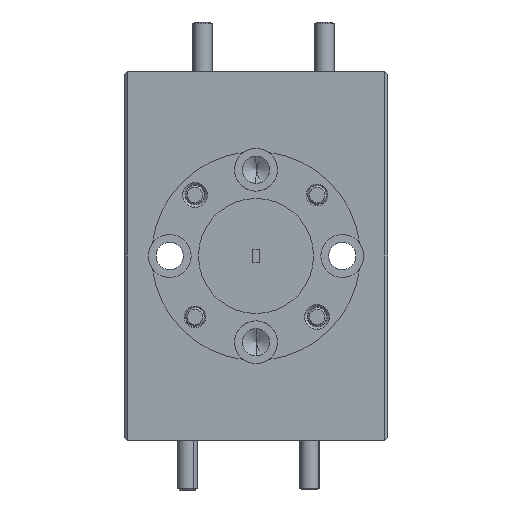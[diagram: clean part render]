
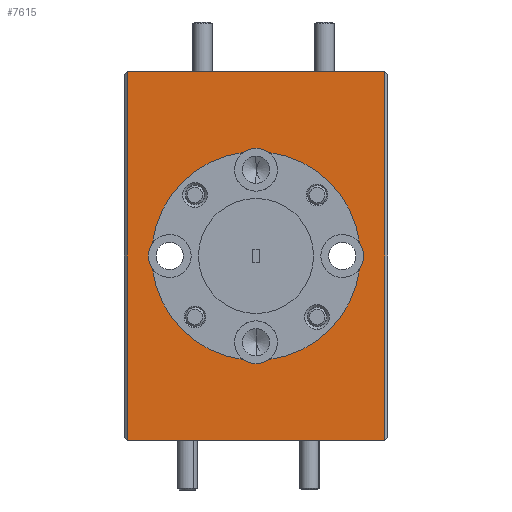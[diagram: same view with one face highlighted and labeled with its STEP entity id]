
A CAD part, left-side view. The second image highlights one B-rep face of the part: STEP entity #7615.
In plain terms, the highlighted planar face has unit normal (-1, 0, 0).
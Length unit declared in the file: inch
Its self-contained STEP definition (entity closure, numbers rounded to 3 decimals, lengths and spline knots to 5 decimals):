
#94 = EDGE_CURVE ( 'NONE', #16531, #12823, #15907, .T. ) ;
#716 = CARTESIAN_POINT ( 'NONE',  ( -0.7, 0.32368, -0.04177 ) ) ;
#1666 = DIRECTION ( 'NONE',  ( -1., 0., 0. ) ) ;
#1675 = ORIENTED_EDGE ( 'NONE', *, *, #12564, .F. ) ;
#2152 = CARTESIAN_POINT ( 'NONE',  ( -0.7, -0.01375, 0.28125 ) ) ;
#2164 = DIRECTION ( 'NONE',  ( 0., 0., 1. ) ) ;
#2469 = DIRECTION ( 'NONE',  ( 0., -1., 0. ) ) ;
#2664 = EDGE_CURVE ( 'NONE', #23452, #6698, #27800, .T. ) ;
#2924 = CARTESIAN_POINT ( 'NONE',  ( -0.7, 0.32368, 0.04177 ) ) ;
#3119 = DIRECTION ( 'NONE',  ( -1., 0., 0. ) ) ;
#3193 = ORIENTED_EDGE ( 'NONE', *, *, #13787, .F. ) ;
#3242 = DIRECTION ( 'NONE',  ( -1., 0., 0. ) ) ;
#3489 = VECTOR ( 'NONE', #27581, 39.37008 ) ;
#4157 = CARTESIAN_POINT ( 'NONE',  ( -0.7, -0.35118, 0.04177 ) ) ;
#4249 = DIRECTION ( 'NONE',  ( -1., 0., 0. ) ) ;
#4515 = ORIENTED_EDGE ( 'NONE', *, *, #14522, .T. ) ;
#4523 = ORIENTED_EDGE ( 'NONE', *, *, #13055, .F. ) ;
#4798 = FACE_BOUND ( 'NONE', #12226, .T. ) ;
#4824 = LINE ( 'NONE', #25202, #7847 ) ;
#4848 = ORIENTED_EDGE ( 'NONE', *, *, #27396, .F. ) ;
#4925 = VERTEX_POINT ( 'NONE', #9518 ) ;
#5289 = DIRECTION ( 'NONE',  ( 0., 0., 1. ) ) ;
#5351 = ORIENTED_EDGE ( 'NONE', *, *, #2664, .F. ) ;
#5582 = AXIS2_PLACEMENT_3D ( 'NONE', #28177, #15657, #5289 ) ;
#5784 = AXIS2_PLACEMENT_3D ( 'NONE', #22825, #7478, #28017 ) ;
#5894 = ORIENTED_EDGE ( 'NONE', *, *, #26119, .F. ) ;
#6181 = CARTESIAN_POINT ( 'NONE',  ( -0.7, -0.01375, 0. ) ) ;
#6274 = ORIENTED_EDGE ( 'NONE', *, *, #7779, .F. ) ;
#6635 = CIRCLE ( 'NONE', #11990, 0.34 ) ;
#6698 = VERTEX_POINT ( 'NONE', #26641 ) ;
#6884 = EDGE_LOOP ( 'NONE', ( #10417, #26451, #4848, #4515 ) ) ;
#7255 = CARTESIAN_POINT ( 'NONE',  ( -0.7, 0.415, -0.6 ) ) ;
#7350 = CARTESIAN_POINT ( 'NONE',  ( -0.7, 0.405, -0.6 ) ) ;
#7478 = DIRECTION ( 'NONE',  ( 1., 0., 0. ) ) ;
#7615 = ADVANCED_FACE ( 'NONE', ( #25016, #4798 ), #14995, .F. ) ;
#7779 = EDGE_CURVE ( 'NONE', #30897, #20375, #26050, .T. ) ;
#7847 = VECTOR ( 'NONE', #29878, 39.37008 ) ;
#7872 = DIRECTION ( 'NONE',  ( -1., 0., 0. ) ) ;
#8832 = DIRECTION ( 'NONE',  ( 0., 0., 1. ) ) ;
#9144 = AXIS2_PLACEMENT_3D ( 'NONE', #24988, #15471, #27804 ) ;
#9518 = CARTESIAN_POINT ( 'NONE',  ( -0.7, 0.405, 0.6 ) ) ;
#10414 = DIRECTION ( 'NONE',  ( 0., -1., 0. ) ) ;
#10417 = ORIENTED_EDGE ( 'NONE', *, *, #19709, .T. ) ;
#11577 = ORIENTED_EDGE ( 'NONE', *, *, #18453, .F. ) ;
#11879 = VECTOR ( 'NONE', #10414, 39.37008 ) ;
#11990 = AXIS2_PLACEMENT_3D ( 'NONE', #30738, #7872, #18050 ) ;
#12108 = CARTESIAN_POINT ( 'NONE',  ( -0.7, -0.01375, 0.28125 ) ) ;
#12226 = EDGE_LOOP ( 'NONE', ( #5351, #32051, #1675, #18060, #11577, #23407, #5894, #3193, #6274, #4523 ) ) ;
#12564 = EDGE_CURVE ( 'NONE', #12823, #18173, #16782, .T. ) ;
#12597 = LINE ( 'NONE', #7255, #11879 ) ;
#12823 = VERTEX_POINT ( 'NONE', #17464 ) ;
#13055 = EDGE_CURVE ( 'NONE', #6698, #30897, #18404, .T. ) ;
#13787 = EDGE_CURVE ( 'NONE', #20375, #23010, #28054, .T. ) ;
#14387 = CARTESIAN_POINT ( 'NONE',  ( -0.7, 0.2675, 0. ) ) ;
#14522 = EDGE_CURVE ( 'NONE', #4925, #15608, #4824, .T. ) ;
#14809 = CARTESIAN_POINT ( 'NONE',  ( -0.7, -0.01375, 0.35125 ) ) ;
#14995 = PLANE ( 'NONE',  #5784 ) ;
#15471 = DIRECTION ( 'NONE',  ( -1., 0., 0. ) ) ;
#15604 = VECTOR ( 'NONE', #2469, 39.37008 ) ;
#15608 = VERTEX_POINT ( 'NONE', #7350 ) ;
#15657 = DIRECTION ( 'NONE',  ( -1., 0., 0. ) ) ;
#15907 = CIRCLE ( 'NONE', #20155, 0.34 ) ;
#16531 = VERTEX_POINT ( 'NONE', #716 ) ;
#16680 = DIRECTION ( 'NONE',  ( -1., 0., 0. ) ) ;
#16782 = CIRCLE ( 'NONE', #5582, 0.07 ) ;
#16863 = AXIS2_PLACEMENT_3D ( 'NONE', #2152, #20362, #30553 ) ;
#17384 = AXIS2_PLACEMENT_3D ( 'NONE', #12108, #4249, #24960 ) ;
#17464 = CARTESIAN_POINT ( 'NONE',  ( -0.7, 0.02802, -0.33743 ) ) ;
#18050 = DIRECTION ( 'NONE',  ( 0., 0., 1. ) ) ;
#18060 = ORIENTED_EDGE ( 'NONE', *, *, #94, .F. ) ;
#18173 = VERTEX_POINT ( 'NONE', #23182 ) ;
#18404 = CIRCLE ( 'NONE', #31735, 0.07 ) ;
#18453 = EDGE_CURVE ( 'NONE', #28305, #16531, #29611, .T. ) ;
#18766 = CIRCLE ( 'NONE', #9144, 0.07 ) ;
#19038 = DIRECTION ( 'NONE',  ( -1., 0., 0. ) ) ;
#19690 = LINE ( 'NONE', #32860, #15604 ) ;
#19709 = EDGE_CURVE ( 'NONE', #15608, #27661, #12597, .T. ) ;
#20155 = AXIS2_PLACEMENT_3D ( 'NONE', #6181, #19038, #27037 ) ;
#20362 = DIRECTION ( 'NONE',  ( -1., 0., 0. ) ) ;
#20375 = VERTEX_POINT ( 'NONE', #32643 ) ;
#21762 = AXIS2_PLACEMENT_3D ( 'NONE', #25998, #3119, #31485 ) ;
#21871 = CARTESIAN_POINT ( 'NONE',  ( -0.7, -0.4325, 0.6 ) ) ;
#22825 = CARTESIAN_POINT ( 'NONE',  ( -0.7, 0.415, 0.6 ) ) ;
#23010 = VERTEX_POINT ( 'NONE', #14809 ) ;
#23182 = CARTESIAN_POINT ( 'NONE',  ( -0.7, -0.01375, -0.35125 ) ) ;
#23407 = ORIENTED_EDGE ( 'NONE', *, *, #23935, .F. ) ;
#23452 = VERTEX_POINT ( 'NONE', #28607 ) ;
#23935 = EDGE_CURVE ( 'NONE', #31508, #28305, #6635, .T. ) ;
#24960 = DIRECTION ( 'NONE',  ( 0., 0., 1. ) ) ;
#24988 = CARTESIAN_POINT ( 'NONE',  ( -0.7, -0.01375, -0.28125 ) ) ;
#24998 = CARTESIAN_POINT ( 'NONE',  ( -0.7, 0.02802, 0.33743 ) ) ;
#25016 = FACE_OUTER_BOUND ( 'NONE', #6884, .T. ) ;
#25202 = CARTESIAN_POINT ( 'NONE',  ( -0.7, 0.405, -0.6 ) ) ;
#25998 = CARTESIAN_POINT ( 'NONE',  ( -0.7, -0.01375, 0. ) ) ;
#26050 = CIRCLE ( 'NONE', #21762, 0.34 ) ;
#26116 = CARTESIAN_POINT ( 'NONE',  ( -0.7, -0.295, 0. ) ) ;
#26119 = EDGE_CURVE ( 'NONE', #23010, #31508, #31761, .T. ) ;
#26286 = DIRECTION ( 'NONE',  ( 0., 0., 1. ) ) ;
#26451 = ORIENTED_EDGE ( 'NONE', *, *, #29909, .T. ) ;
#26641 = CARTESIAN_POINT ( 'NONE',  ( -0.7, -0.35118, -0.04177 ) ) ;
#26934 = AXIS2_PLACEMENT_3D ( 'NONE', #14387, #1666, #2164 ) ;
#27037 = DIRECTION ( 'NONE',  ( 0., 0., 1. ) ) ;
#27396 = EDGE_CURVE ( 'NONE', #4925, #28754, #19690, .T. ) ;
#27581 = DIRECTION ( 'NONE',  ( 0., 0., 1. ) ) ;
#27661 = VERTEX_POINT ( 'NONE', #31956 ) ;
#27800 = CIRCLE ( 'NONE', #32044, 0.34 ) ;
#27804 = DIRECTION ( 'NONE',  ( 0., 0., 1. ) ) ;
#27906 = LINE ( 'NONE', #30252, #3489 ) ;
#28017 = DIRECTION ( 'NONE',  ( 0., 0., -1. ) ) ;
#28054 = CIRCLE ( 'NONE', #16863, 0.07 ) ;
#28124 = EDGE_CURVE ( 'NONE', #18173, #23452, #18766, .T. ) ;
#28177 = CARTESIAN_POINT ( 'NONE',  ( -0.7, -0.01375, -0.28125 ) ) ;
#28305 = VERTEX_POINT ( 'NONE', #2924 ) ;
#28607 = CARTESIAN_POINT ( 'NONE',  ( -0.7, -0.05552, -0.33743 ) ) ;
#28754 = VERTEX_POINT ( 'NONE', #21871 ) ;
#29359 = CARTESIAN_POINT ( 'NONE',  ( -0.7, -0.01375, 0. ) ) ;
#29611 = CIRCLE ( 'NONE', #26934, 0.07 ) ;
#29878 = DIRECTION ( 'NONE',  ( 0., 0., -1. ) ) ;
#29909 = EDGE_CURVE ( 'NONE', #27661, #28754, #27906, .T. ) ;
#30252 = CARTESIAN_POINT ( 'NONE',  ( -0.7, -0.4325, 0.6 ) ) ;
#30553 = DIRECTION ( 'NONE',  ( 0., 0., 1. ) ) ;
#30738 = CARTESIAN_POINT ( 'NONE',  ( -0.7, -0.01375, 0. ) ) ;
#30897 = VERTEX_POINT ( 'NONE', #4157 ) ;
#31485 = DIRECTION ( 'NONE',  ( 0., 0., 1. ) ) ;
#31508 = VERTEX_POINT ( 'NONE', #24998 ) ;
#31735 = AXIS2_PLACEMENT_3D ( 'NONE', #26116, #3242, #26286 ) ;
#31761 = CIRCLE ( 'NONE', #17384, 0.07 ) ;
#31956 = CARTESIAN_POINT ( 'NONE',  ( -0.7, -0.4325, -0.6 ) ) ;
#32044 = AXIS2_PLACEMENT_3D ( 'NONE', #29359, #16680, #8832 ) ;
#32051 = ORIENTED_EDGE ( 'NONE', *, *, #28124, .F. ) ;
#32643 = CARTESIAN_POINT ( 'NONE',  ( -0.7, -0.05552, 0.33743 ) ) ;
#32860 = CARTESIAN_POINT ( 'NONE',  ( -0.7, 0.415, 0.6 ) ) ;
